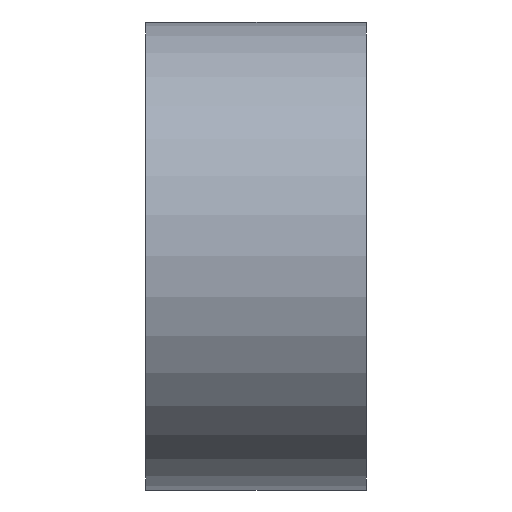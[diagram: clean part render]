
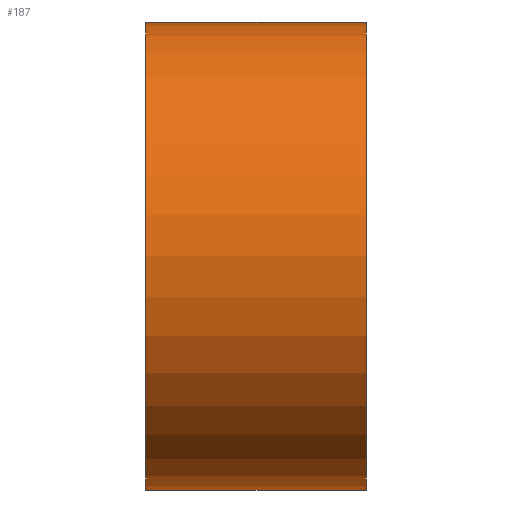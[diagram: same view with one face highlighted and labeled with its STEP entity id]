
A CAD part, left-side view. The second image highlights one B-rep face of the part: STEP entity #187.
In plain terms, the highlighted cylindrical face has radius 85 mm (diameter 170 mm), a partial arc.
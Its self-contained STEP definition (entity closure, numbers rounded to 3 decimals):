
#24=CIRCLE('',#215,85.);
#25=CIRCLE('',#216,85.);
#30=CYLINDRICAL_SURFACE('',#214,85.);
#52=ORIENTED_EDGE('',*,*,#96,.F.);
#53=ORIENTED_EDGE('',*,*,#95,.F.);
#54=ORIENTED_EDGE('',*,*,#97,.T.);
#55=ORIENTED_EDGE('',*,*,#98,.T.);
#95=EDGE_CURVE('',#115,#113,#131,.T.);
#96=EDGE_CURVE('',#113,#116,#24,.T.);
#97=EDGE_CURVE('',#115,#117,#25,.T.);
#98=EDGE_CURVE('',#117,#116,#132,.T.);
#113=VERTEX_POINT('',#305);
#115=VERTEX_POINT('',#309);
#116=VERTEX_POINT('',#313);
#117=VERTEX_POINT('',#315);
#131=LINE('',#310,#147);
#132=LINE('',#316,#148);
#147=VECTOR('',#254,1000.);
#148=VECTOR('',#261,1000.);
#157=EDGE_LOOP('',(#52,#53,#54,#55));
#169=FACE_BOUND('',#157,.T.);
#187=ADVANCED_FACE('',(#169),#30,.T.);
#214=AXIS2_PLACEMENT_3D('',#311,#255,#256);
#215=AXIS2_PLACEMENT_3D('',#312,#257,#258);
#216=AXIS2_PLACEMENT_3D('',#314,#259,#260);
#254=DIRECTION('',(0.,1.,0.));
#255=DIRECTION('',(0.,1.,0.));
#256=DIRECTION('',(0.,0.,1.));
#257=DIRECTION('',(0.,1.,0.));
#258=DIRECTION('',(1.,0.,0.));
#259=DIRECTION('',(0.,1.,0.));
#260=DIRECTION('',(1.,0.,0.));
#261=DIRECTION('',(0.,1.,0.));
#305=CARTESIAN_POINT('',(-320.,0.,-85.));
#309=CARTESIAN_POINT('',(-320.,-80.,-85.));
#310=CARTESIAN_POINT('',(-320.,-80.,-85.));
#311=CARTESIAN_POINT('',(-320.,-80.,0.));
#312=CARTESIAN_POINT('',(-320.,0.,0.));
#313=CARTESIAN_POINT('',(-320.,0.,85.));
#314=CARTESIAN_POINT('',(-320.,-80.,0.));
#315=CARTESIAN_POINT('',(-320.,-80.,85.));
#316=CARTESIAN_POINT('',(-320.,-80.,85.));
